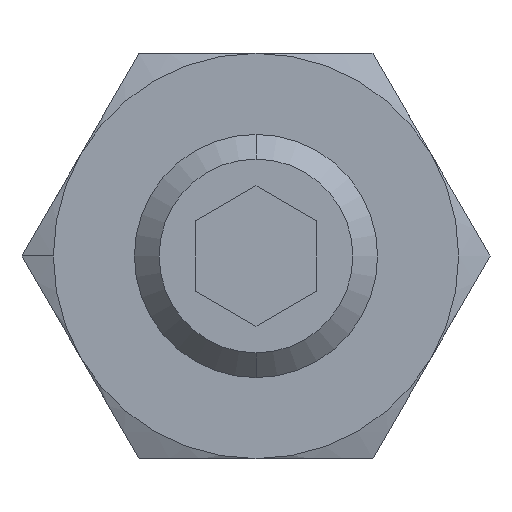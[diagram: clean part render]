
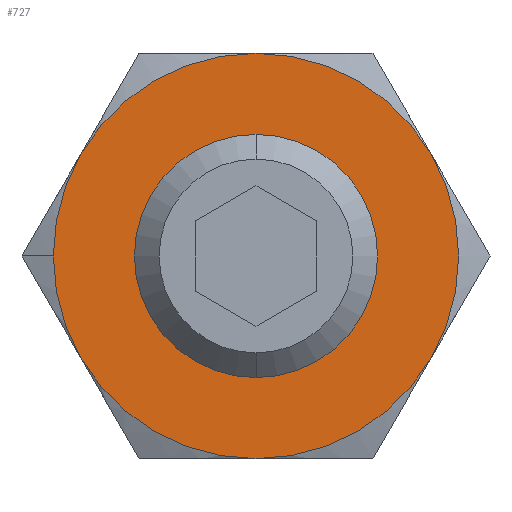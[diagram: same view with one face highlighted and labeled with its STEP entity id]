
A CAD part, front view. The second image highlights one B-rep face of the part: STEP entity #727.
In plain terms, the highlighted planar face has unit normal (0, -1, 0).
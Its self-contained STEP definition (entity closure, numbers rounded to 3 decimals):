
#11 = CARTESIAN_POINT ( 'NONE',  ( 0., -5.5, 5. ) ) ;
#15 = EDGE_LOOP ( 'NONE', ( #1020, #869, #980, #196, #696, #1011, #781 ) ) ;
#54 = VERTEX_POINT ( 'NONE', #283 ) ;
#86 = CARTESIAN_POINT ( 'NONE',  ( -5., -5.5, 0. ) ) ;
#92 = VERTEX_POINT ( 'NONE', #1274 ) ;
#154 = VERTEX_POINT ( 'NONE', #11 ) ;
#172 = EDGE_LOOP ( 'NONE', ( #668, #1098 ) ) ;
#196 = ORIENTED_EDGE ( 'NONE', *, *, #795, .F. ) ;
#254 = CARTESIAN_POINT ( 'NONE',  ( 4.33, -5.5, 2.5 ) ) ;
#268 = EDGE_CURVE ( 'NONE', #1120, #441, #335, .T. ) ;
#283 = CARTESIAN_POINT ( 'NONE',  ( 4.33, -5.5, -2.5 ) ) ;
#300 = AXIS2_PLACEMENT_3D ( 'NONE', #920, #917, #910 ) ;
#319 = DIRECTION ( 'NONE',  ( 0., 0., -1. ) ) ;
#321 = DIRECTION ( 'NONE',  ( 0., -1., 0. ) ) ;
#328 = CIRCLE ( 'NONE', #300, 3. ) ;
#335 = CIRCLE ( 'NONE', #969, 5. ) ;
#340 = AXIS2_PLACEMENT_3D ( 'NONE', #953, #944, #943 ) ;
#416 = AXIS2_PLACEMENT_3D ( 'NONE', #989, #985, #984 ) ;
#427 = AXIS2_PLACEMENT_3D ( 'NONE', #1012, #1007, #1001 ) ;
#440 = CARTESIAN_POINT ( 'NONE',  ( -4.33, -5.5, -2.5 ) ) ;
#441 = VERTEX_POINT ( 'NONE', #86 ) ;
#443 = AXIS2_PLACEMENT_3D ( 'NONE', #1034, #1024, #1022 ) ;
#477 = AXIS2_PLACEMENT_3D ( 'NONE', #1047, #1045, #1042 ) ;
#484 = AXIS2_PLACEMENT_3D ( 'NONE', #1093, #1086, #1083 ) ;
#493 = CARTESIAN_POINT ( 'NONE',  ( -4.33, -5.5, 2.5 ) ) ;
#536 = CIRCLE ( 'NONE', #340, 5. ) ;
#537 = EDGE_CURVE ( 'NONE', #852, #865, #664, .T. ) ;
#541 = AXIS2_PLACEMENT_3D ( 'NONE', #1060, #1059, #1057 ) ;
#664 = CIRCLE ( 'NONE', #746, 3. ) ;
#668 = ORIENTED_EDGE ( 'NONE', *, *, #833, .F. ) ;
#696 = ORIENTED_EDGE ( 'NONE', *, *, #805, .F. ) ;
#724 = DIRECTION ( 'NONE',  ( 0., 0., -1. ) ) ;
#727 = ADVANCED_FACE ( 'NONE', ( #1036, #1166 ), #1125, .T. ) ;
#728 = DIRECTION ( 'NONE',  ( 0., 1., 0. ) ) ;
#731 = CARTESIAN_POINT ( 'NONE',  ( 0., -5.5, 0. ) ) ;
#746 = AXIS2_PLACEMENT_3D ( 'NONE', #1309, #321, #319 ) ;
#766 = EDGE_CURVE ( 'NONE', #92, #1120, #1064, .T. ) ;
#779 = EDGE_CURVE ( 'NONE', #54, #92, #934, .T. ) ;
#781 = ORIENTED_EDGE ( 'NONE', *, *, #268, .F. ) ;
#784 = CIRCLE ( 'NONE', #416, 5. ) ;
#785 = EDGE_CURVE ( 'NONE', #1212, #54, #854, .T. ) ;
#795 = EDGE_CURVE ( 'NONE', #154, #1212, #1200, .T. ) ;
#805 = EDGE_CURVE ( 'NONE', #1035, #154, #784, .T. ) ;
#822 = EDGE_CURVE ( 'NONE', #441, #1035, #536, .T. ) ;
#833 = EDGE_CURVE ( 'NONE', #865, #852, #328, .T. ) ;
#852 = VERTEX_POINT ( 'NONE', #893 ) ;
#854 = CIRCLE ( 'NONE', #443, 5. ) ;
#865 = VERTEX_POINT ( 'NONE', #873 ) ;
#869 = ORIENTED_EDGE ( 'NONE', *, *, #779, .F. ) ;
#873 = CARTESIAN_POINT ( 'NONE',  ( 0., -5.5, -3. ) ) ;
#893 = CARTESIAN_POINT ( 'NONE',  ( 0., -5.5, 3. ) ) ;
#910 = DIRECTION ( 'NONE',  ( 0., 0., -1. ) ) ;
#917 = DIRECTION ( 'NONE',  ( 0., -1., 0. ) ) ;
#920 = CARTESIAN_POINT ( 'NONE',  ( 0., -5.5, 0. ) ) ;
#934 = CIRCLE ( 'NONE', #477, 5. ) ;
#943 = DIRECTION ( 'NONE',  ( 0., 0., -1. ) ) ;
#944 = DIRECTION ( 'NONE',  ( 0., 1., 0. ) ) ;
#953 = CARTESIAN_POINT ( 'NONE',  ( 0., -5.5, 0. ) ) ;
#969 = AXIS2_PLACEMENT_3D ( 'NONE', #731, #728, #724 ) ;
#980 = ORIENTED_EDGE ( 'NONE', *, *, #785, .F. ) ;
#984 = DIRECTION ( 'NONE',  ( -1., 0., 0. ) ) ;
#985 = DIRECTION ( 'NONE',  ( 0., 1., 0. ) ) ;
#989 = CARTESIAN_POINT ( 'NONE',  ( 0., -5.5, 0. ) ) ;
#1001 = DIRECTION ( 'NONE',  ( 0., 0., -1. ) ) ;
#1007 = DIRECTION ( 'NONE',  ( 0., 1., 0. ) ) ;
#1011 = ORIENTED_EDGE ( 'NONE', *, *, #822, .F. ) ;
#1012 = CARTESIAN_POINT ( 'NONE',  ( 0., -5.5, 0. ) ) ;
#1020 = ORIENTED_EDGE ( 'NONE', *, *, #766, .F. ) ;
#1022 = DIRECTION ( 'NONE',  ( 0., 0., -1. ) ) ;
#1024 = DIRECTION ( 'NONE',  ( 0., 1., 0. ) ) ;
#1034 = CARTESIAN_POINT ( 'NONE',  ( 0., -5.5, 0. ) ) ;
#1035 = VERTEX_POINT ( 'NONE', #493 ) ;
#1036 = FACE_OUTER_BOUND ( 'NONE', #15, .T. ) ;
#1042 = DIRECTION ( 'NONE',  ( 0., 0., -1. ) ) ;
#1045 = DIRECTION ( 'NONE',  ( 0., 1., 0. ) ) ;
#1047 = CARTESIAN_POINT ( 'NONE',  ( 0., -5.5, 0. ) ) ;
#1057 = DIRECTION ( 'NONE',  ( 0., 0., -1. ) ) ;
#1059 = DIRECTION ( 'NONE',  ( 0., 1., 0. ) ) ;
#1060 = CARTESIAN_POINT ( 'NONE',  ( 0., -5.5, 0. ) ) ;
#1064 = CIRCLE ( 'NONE', #541, 5. ) ;
#1083 = DIRECTION ( 'NONE',  ( 0., 0., -1. ) ) ;
#1086 = DIRECTION ( 'NONE',  ( 0., -1., 0. ) ) ;
#1093 = CARTESIAN_POINT ( 'NONE',  ( 0., -5.5, 0. ) ) ;
#1098 = ORIENTED_EDGE ( 'NONE', *, *, #537, .F. ) ;
#1120 = VERTEX_POINT ( 'NONE', #440 ) ;
#1125 = PLANE ( 'NONE',  #484 ) ;
#1166 = FACE_BOUND ( 'NONE', #172, .T. ) ;
#1200 = CIRCLE ( 'NONE', #427, 5. ) ;
#1212 = VERTEX_POINT ( 'NONE', #254 ) ;
#1274 = CARTESIAN_POINT ( 'NONE',  ( 0., -5.5, -5. ) ) ;
#1309 = CARTESIAN_POINT ( 'NONE',  ( 0., -5.5, 0. ) ) ;
